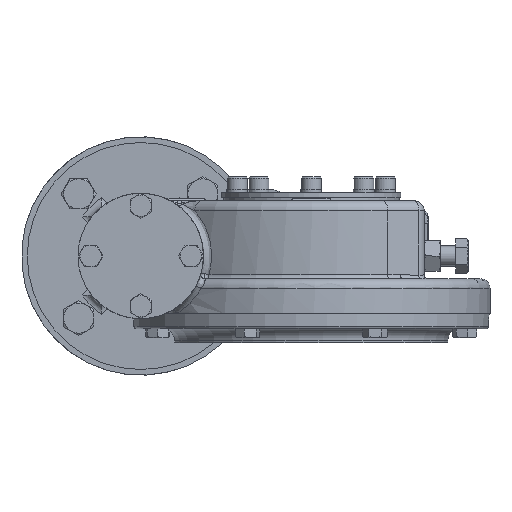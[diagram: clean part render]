
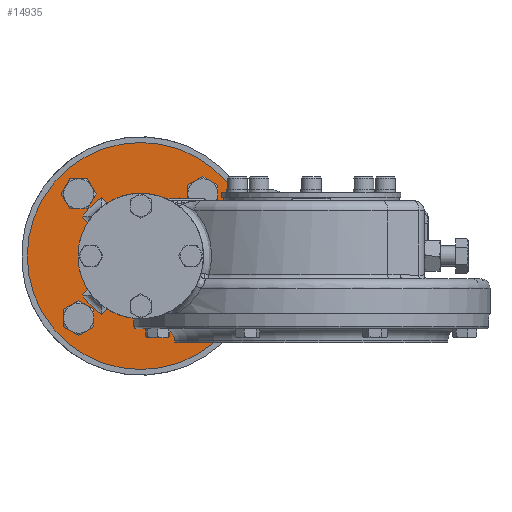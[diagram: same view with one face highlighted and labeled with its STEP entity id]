
A CAD part, left-side view. The second image highlights one B-rep face of the part: STEP entity #14935.
In plain terms, the highlighted planar face has unit normal (-1, 0, 0).
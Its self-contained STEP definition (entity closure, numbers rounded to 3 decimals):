
#1133=PLANE('',#17093);
#1565=LINE('',#23188,#2483);
#1567=LINE('',#23265,#2485);
#1581=LINE('',#23832,#2499);
#1583=LINE('',#23909,#2501);
#1595=LINE('',#24456,#2513);
#1597=LINE('',#24533,#2515);
#1609=LINE('',#25098,#2527);
#1611=LINE('',#25174,#2529);
#2483=VECTOR('',#18749,1000.);
#2485=VECTOR('',#18761,1000.);
#2499=VECTOR('',#18833,1000.);
#2501=VECTOR('',#18845,1000.);
#2513=VECTOR('',#18913,1000.);
#2515=VECTOR('',#18925,1000.);
#2527=VECTOR('',#18993,1000.);
#2529=VECTOR('',#19005,1000.);
#3855=ORIENTED_EDGE('',*,*,#7895,.F.);
#3856=ORIENTED_EDGE('',*,*,#7896,.F.);
#3857=ORIENTED_EDGE('',*,*,#7897,.F.);
#3858=ORIENTED_EDGE('',*,*,#7898,.F.);
#3859=ORIENTED_EDGE('',*,*,#7756,.T.);
#3860=ORIENTED_EDGE('',*,*,#7724,.T.);
#3861=ORIENTED_EDGE('',*,*,#7727,.T.);
#3862=ORIENTED_EDGE('',*,*,#7730,.T.);
#3863=ORIENTED_EDGE('',*,*,#7804,.T.);
#3864=ORIENTED_EDGE('',*,*,#7775,.T.);
#3865=ORIENTED_EDGE('',*,*,#7778,.T.);
#3866=ORIENTED_EDGE('',*,*,#7781,.T.);
#3867=ORIENTED_EDGE('',*,*,#7850,.T.);
#3868=ORIENTED_EDGE('',*,*,#7821,.T.);
#3869=ORIENTED_EDGE('',*,*,#7824,.T.);
#3870=ORIENTED_EDGE('',*,*,#7827,.T.);
#3871=ORIENTED_EDGE('',*,*,#7886,.T.);
#3872=ORIENTED_EDGE('',*,*,#7867,.T.);
#3873=ORIENTED_EDGE('',*,*,#7870,.T.);
#3874=ORIENTED_EDGE('',*,*,#7873,.T.);
#3875=ORIENTED_EDGE('',*,*,#7894,.F.);
#7724=EDGE_CURVE('',#10057,#10059,#1565,.T.);
#7727=EDGE_CURVE('',#10059,#10061,#11562,.F.);
#7730=EDGE_CURVE('',#10061,#10063,#1567,.T.);
#7756=EDGE_CURVE('',#10079,#10057,#11573,.F.);
#7775=EDGE_CURVE('',#10090,#10092,#1581,.T.);
#7778=EDGE_CURVE('',#10092,#10094,#11579,.F.);
#7781=EDGE_CURVE('',#10094,#10096,#1583,.T.);
#7804=EDGE_CURVE('',#10063,#10090,#11590,.F.);
#7821=EDGE_CURVE('',#10117,#10119,#1595,.T.);
#7824=EDGE_CURVE('',#10119,#10121,#11595,.F.);
#7827=EDGE_CURVE('',#10121,#10123,#1597,.T.);
#7850=EDGE_CURVE('',#10096,#10117,#11606,.F.);
#7867=EDGE_CURVE('',#10144,#10146,#1609,.T.);
#7870=EDGE_CURVE('',#10146,#10148,#11611,.F.);
#7873=EDGE_CURVE('',#10148,#10079,#1611,.T.);
#7886=EDGE_CURVE('',#10123,#10144,#11618,.F.);
#7894=EDGE_CURVE('',#10157,#10157,#11624,.T.);
#7895=EDGE_CURVE('',#10158,#10158,#11625,.T.);
#7896=EDGE_CURVE('',#10159,#10159,#11626,.T.);
#7897=EDGE_CURVE('',#10160,#10160,#11627,.T.);
#7898=EDGE_CURVE('',#10161,#10161,#11628,.T.);
#10057=VERTEX_POINT('',#23106);
#10059=VERTEX_POINT('',#23187);
#10061=VERTEX_POINT('',#23258);
#10063=VERTEX_POINT('',#23264);
#10079=VERTEX_POINT('',#23530);
#10090=VERTEX_POINT('',#23750);
#10092=VERTEX_POINT('',#23831);
#10094=VERTEX_POINT('',#23902);
#10096=VERTEX_POINT('',#23908);
#10117=VERTEX_POINT('',#24374);
#10119=VERTEX_POINT('',#24455);
#10121=VERTEX_POINT('',#24526);
#10123=VERTEX_POINT('',#24532);
#10144=VERTEX_POINT('',#25016);
#10146=VERTEX_POINT('',#25097);
#10148=VERTEX_POINT('',#25168);
#10157=VERTEX_POINT('',#25399);
#10158=VERTEX_POINT('',#25402);
#10159=VERTEX_POINT('',#25404);
#10160=VERTEX_POINT('',#25406);
#10161=VERTEX_POINT('',#25408);
#11562=CIRCLE('',#16966,56.);
#11573=CIRCLE('',#16987,33.);
#11579=CIRCLE('',#17000,56.);
#11590=CIRCLE('',#17021,33.);
#11595=CIRCLE('',#17033,56.);
#11606=CIRCLE('',#17054,33.);
#11611=CIRCLE('',#17066,56.);
#11618=CIRCLE('',#17080,33.);
#11624=CIRCLE('',#17092,90.5);
#11625=CIRCLE('',#17094,8.25);
#11626=CIRCLE('',#17095,8.25);
#11627=CIRCLE('',#17096,8.25);
#11628=CIRCLE('',#17097,8.25);
#12463=EDGE_LOOP('',(#3855));
#12464=EDGE_LOOP('',(#3856));
#12465=EDGE_LOOP('',(#3857));
#12466=EDGE_LOOP('',(#3858));
#12467=EDGE_LOOP('',(#3859,#3860,#3861,#3862,#3863,#3864,#3865,#3866,#3867,
#3868,#3869,#3870,#3871,#3872,#3873,#3874));
#12468=EDGE_LOOP('',(#3875));
#13623=FACE_BOUND('',#12463,.T.);
#13624=FACE_BOUND('',#12464,.T.);
#13625=FACE_BOUND('',#12465,.T.);
#13626=FACE_BOUND('',#12466,.T.);
#13627=FACE_BOUND('',#12467,.T.);
#13628=FACE_BOUND('',#12468,.T.);
#14935=ADVANCED_FACE('',(#13623,#13624,#13625,#13626,#13627,#13628),#1133,
 .T.);
#16966=AXIS2_PLACEMENT_3D('',#23259,#18753,#18754);
#16987=AXIS2_PLACEMENT_3D('',#23529,#18805,#18806);
#17000=AXIS2_PLACEMENT_3D('',#23903,#18837,#18838);
#17021=AXIS2_PLACEMENT_3D('',#24162,#18887,#18888);
#17033=AXIS2_PLACEMENT_3D('',#24527,#18917,#18918);
#17054=AXIS2_PLACEMENT_3D('',#24786,#18967,#18968);
#17066=AXIS2_PLACEMENT_3D('',#25169,#18997,#18998);
#17080=AXIS2_PLACEMENT_3D('',#25381,#19029,#19030);
#17092=AXIS2_PLACEMENT_3D('',#25398,#19055,#19056);
#17093=AXIS2_PLACEMENT_3D('',#25400,#19057,#19058);
#17094=AXIS2_PLACEMENT_3D('',#25401,#19059,#19060);
#17095=AXIS2_PLACEMENT_3D('',#25403,#19061,#19062);
#17096=AXIS2_PLACEMENT_3D('',#25405,#19063,#19064);
#17097=AXIS2_PLACEMENT_3D('',#25407,#19065,#19066);
#18749=DIRECTION('',(0.,-0.707,0.707));
#18753=DIRECTION('',(-1.,0.,0.));
#18754=DIRECTION('',(0.,-1.,0.));
#18761=DIRECTION('',(0.,0.707,-0.707));
#18805=DIRECTION('',(-1.,0.,0.));
#18806=DIRECTION('',(0.,-1.,0.));
#18833=DIRECTION('',(0.,-0.707,-0.707));
#18837=DIRECTION('',(-1.,0.,0.));
#18838=DIRECTION('',(0.,-1.,0.));
#18845=DIRECTION('',(0.,0.707,0.707));
#18887=DIRECTION('',(-1.,0.,0.));
#18888=DIRECTION('',(0.,-1.,0.));
#18913=DIRECTION('',(0.,0.707,-0.707));
#18917=DIRECTION('',(-1.,0.,0.));
#18918=DIRECTION('',(0.,-1.,0.));
#18925=DIRECTION('',(0.,-0.707,0.707));
#18967=DIRECTION('',(-1.,0.,0.));
#18968=DIRECTION('',(0.,-1.,0.));
#18993=DIRECTION('',(0.,0.707,0.707));
#18997=DIRECTION('',(-1.,0.,0.));
#18998=DIRECTION('',(0.,-1.,0.));
#19005=DIRECTION('',(0.,-0.707,-0.707));
#19029=DIRECTION('',(-1.,0.,0.));
#19030=DIRECTION('',(0.,-1.,0.));
#19055=DIRECTION('',(1.,0.,0.));
#19056=DIRECTION('',(0.,1.,0.));
#19057=DIRECTION('',(-1.,0.,0.));
#19058=DIRECTION('',(0.,-1.,0.));
#19059=DIRECTION('',(-1.,0.,0.));
#19060=DIRECTION('',(0.,0.,1.));
#19061=DIRECTION('',(-1.,0.,0.));
#19062=DIRECTION('',(0.,1.,0.));
#19063=DIRECTION('',(-1.,0.,0.));
#19064=DIRECTION('',(0.,0.,-1.));
#19065=DIRECTION('',(-1.,0.,0.));
#19066=DIRECTION('',(0.,-1.,0.));
#23106=CARTESIAN_POINT('',(170.14,121.693,29.778));
#23187=CARTESIAN_POINT('',(170.14,104.867,46.605));
#23188=CARTESIAN_POINT('',(170.14,108.515,42.956));
#23258=CARTESIAN_POINT('',(170.14,89.31,31.048));
#23259=CARTESIAN_POINT('',(170.14,135.915,0.));
#23264=CARTESIAN_POINT('',(170.14,106.137,14.222));
#23265=CARTESIAN_POINT('',(170.14,105.072,15.287));
#23529=CARTESIAN_POINT('',(170.14,135.915,0.));
#23530=CARTESIAN_POINT('',(170.14,150.137,29.778));
#23750=CARTESIAN_POINT('',(170.14,106.137,-14.222));
#23831=CARTESIAN_POINT('',(170.14,89.31,-31.048));
#23832=CARTESIAN_POINT('',(170.14,92.959,-27.4));
#23902=CARTESIAN_POINT('',(170.14,104.867,-46.605));
#23903=CARTESIAN_POINT('',(170.14,135.915,0.));
#23908=CARTESIAN_POINT('',(170.14,121.693,-29.778));
#23909=CARTESIAN_POINT('',(170.14,120.628,-30.843));
#24162=CARTESIAN_POINT('',(170.14,135.915,0.));
#24374=CARTESIAN_POINT('',(170.14,150.137,-29.778));
#24455=CARTESIAN_POINT('',(170.14,166.963,-46.605));
#24456=CARTESIAN_POINT('',(170.14,163.315,-42.956));
#24526=CARTESIAN_POINT('',(170.14,182.52,-31.048));
#24527=CARTESIAN_POINT('',(170.14,135.915,0.));
#24532=CARTESIAN_POINT('',(170.14,165.693,-14.222));
#24533=CARTESIAN_POINT('',(170.14,166.758,-15.287));
#24786=CARTESIAN_POINT('',(170.14,135.915,0.));
#25016=CARTESIAN_POINT('',(170.14,165.693,14.222));
#25097=CARTESIAN_POINT('',(170.14,182.52,31.048));
#25098=CARTESIAN_POINT('',(170.14,178.871,27.4));
#25168=CARTESIAN_POINT('',(170.14,166.963,46.605));
#25169=CARTESIAN_POINT('',(170.14,135.915,0.));
#25174=CARTESIAN_POINT('',(170.14,151.202,30.843));
#25381=CARTESIAN_POINT('',(170.14,135.915,0.));
#25398=CARTESIAN_POINT('',(170.14,135.915,0.));
#25399=CARTESIAN_POINT('',(170.14,226.415,0.));
#25400=CARTESIAN_POINT('',(170.14,160.915,0.));
#25401=CARTESIAN_POINT('',(170.14,86.418,49.497));
#25402=CARTESIAN_POINT('',(170.14,86.418,57.747));
#25403=CARTESIAN_POINT('',(170.14,185.412,49.497));
#25404=CARTESIAN_POINT('',(170.14,193.662,49.497));
#25405=CARTESIAN_POINT('',(170.14,185.412,-49.497));
#25406=CARTESIAN_POINT('',(170.14,185.412,-57.747));
#25407=CARTESIAN_POINT('',(170.14,86.418,-49.497));
#25408=CARTESIAN_POINT('',(170.14,78.168,-49.497));
